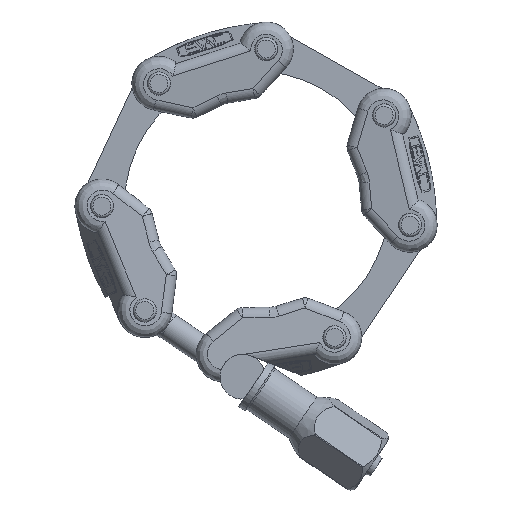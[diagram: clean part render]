
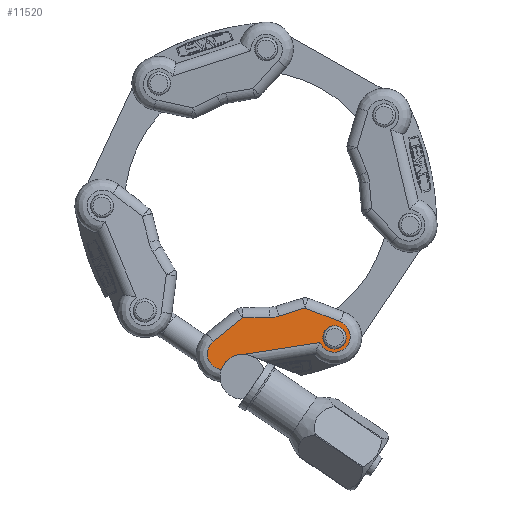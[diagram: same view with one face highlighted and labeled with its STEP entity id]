
A CAD part, left-side view. The second image highlights one B-rep face of the part: STEP entity #11520.
In plain terms, the highlighted face is planar.
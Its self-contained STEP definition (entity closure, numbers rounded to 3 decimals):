
#409=ELLIPSE('',#12303,2.61,2.6);
#410=ELLIPSE('',#12304,5.019,5.);
#411=ELLIPSE('',#12305,7.529,7.5);
#674=B_SPLINE_CURVE_WITH_KNOTS('',3,(#20479,#20480,#20481,#20482,#20483,
#20484,#20485,#20486,#20487,#20488),.UNSPECIFIED.,.F.,.F.,(4,1,1,1,1,1,
1,4),(0.,0.125,0.25,0.375,0.5,0.625,0.75,1.),.UNSPECIFIED.);
#675=B_SPLINE_CURVE_WITH_KNOTS('',3,(#20500,#20501,#20502,#20503,#20504,
#20505,#20506),.UNSPECIFIED.,.F.,.F.,(4,1,1,1,4),(0.,0.25,0.5,0.75,1.),
 .UNSPECIFIED.);
#3192=ORIENTED_EDGE('',*,*,#5446,.F.);
#3193=ORIENTED_EDGE('',*,*,#5447,.T.);
#3194=ORIENTED_EDGE('',*,*,#5436,.F.);
#3195=ORIENTED_EDGE('',*,*,#5448,.F.);
#3196=ORIENTED_EDGE('',*,*,#5449,.F.);
#3197=ORIENTED_EDGE('',*,*,#5450,.F.);
#3198=ORIENTED_EDGE('',*,*,#5451,.F.);
#3199=ORIENTED_EDGE('',*,*,#5452,.F.);
#3200=ORIENTED_EDGE('',*,*,#5453,.F.);
#3201=ORIENTED_EDGE('',*,*,#5454,.F.);
#5436=EDGE_CURVE('',#6758,#6759,#7923,.T.);
#5446=EDGE_CURVE('',#6768,#6768,#409,.T.);
#5447=EDGE_CURVE('',#6769,#6759,#410,.T.);
#5448=EDGE_CURVE('',#6770,#6758,#674,.F.);
#5449=EDGE_CURVE('',#6771,#6770,#7928,.T.);
#5450=EDGE_CURVE('',#6772,#6771,#7929,.T.);
#5451=EDGE_CURVE('',#6773,#6772,#411,.T.);
#5452=EDGE_CURVE('',#6774,#6773,#7930,.T.);
#5453=EDGE_CURVE('',#6775,#6774,#7931,.T.);
#5454=EDGE_CURVE('',#6769,#6775,#675,.F.);
#6758=VERTEX_POINT('',#20450);
#6759=VERTEX_POINT('',#20452);
#6768=VERTEX_POINT('',#20476);
#6769=VERTEX_POINT('',#20478);
#6770=VERTEX_POINT('',#20489);
#6771=VERTEX_POINT('',#20491);
#6772=VERTEX_POINT('',#20493);
#6773=VERTEX_POINT('',#20495);
#6774=VERTEX_POINT('',#20497);
#6775=VERTEX_POINT('',#20499);
#7923=LINE('',#20451,#9002);
#7928=LINE('',#20490,#9007);
#7929=LINE('',#20492,#9008);
#7930=LINE('',#20496,#9009);
#7931=LINE('',#20498,#9010);
#9002=VECTOR('',#14284,1000.);
#9007=VECTOR('',#14305,1000.);
#9008=VECTOR('',#14306,1000.);
#9009=VECTOR('',#14309,1000.);
#9010=VECTOR('',#14310,1000.);
#9772=EDGE_LOOP('',(#3192));
#9773=EDGE_LOOP('',(#3193,#3194,#3195,#3196,#3197,#3198,#3199,#3200,#3201));
#10479=FACE_BOUND('',#9772,.T.);
#10480=FACE_BOUND('',#9773,.T.);
#11000=PLANE('',#12302);
#11520=ADVANCED_FACE('',(#10479,#10480),#11000,.T.);
#12302=AXIS2_PLACEMENT_3D('',#20474,#14299,#14300);
#12303=AXIS2_PLACEMENT_3D('',#20475,#14301,#14302);
#12304=AXIS2_PLACEMENT_3D('',#20477,#14303,#14304);
#12305=AXIS2_PLACEMENT_3D('',#20494,#14307,#14308);
#14284=DIRECTION('',(0.,0.,1.));
#14299=DIRECTION('',(-0.996,-0.087,0.));
#14300=DIRECTION('',(0.,0.,1.));
#14301=DIRECTION('',(-0.996,-0.087,0.));
#14302=DIRECTION('',(0.087,-0.996,0.));
#14303=DIRECTION('',(0.996,0.087,0.));
#14304=DIRECTION('',(-0.087,0.996,0.));
#14305=DIRECTION('',(-0.044,0.5,-0.865));
#14306=DIRECTION('',(0.013,-0.148,-0.989));
#14307=DIRECTION('',(-0.996,-0.087,0.));
#14308=DIRECTION('',(-0.087,0.996,0.));
#14309=DIRECTION('',(-0.013,0.148,-0.989));
#14310=DIRECTION('',(0.044,-0.5,-0.865));
#20450=CARTESIAN_POINT('',(-10.011,1.87,-9.105));
#20451=CARTESIAN_POINT('',(-10.011,1.87,-9.105));
#20452=CARTESIAN_POINT('',(-10.011,1.87,7.846));
#20474=CARTESIAN_POINT('',(-9.096,-8.595,0.));
#20475=CARTESIAN_POINT('',(-9.956,1.235,-12.5));
#20476=CARTESIAN_POINT('',(-9.728,-1.365,-12.5));
#20477=CARTESIAN_POINT('',(-10.437,6.735,9.));
#20478=CARTESIAN_POINT('',(-10.232,4.394,13.418));
#20479=CARTESIAN_POINT('',(-10.011,1.87,-9.105));
#20480=CARTESIAN_POINT('',(-10.06,2.43,-9.246));
#20481=CARTESIAN_POINT('',(-10.151,3.471,-9.806));
#20482=CARTESIAN_POINT('',(-10.237,4.455,-11.288));
#20483=CARTESIAN_POINT('',(-10.252,4.619,-13.058));
#20484=CARTESIAN_POINT('',(-10.191,3.926,-14.696));
#20485=CARTESIAN_POINT('',(-10.07,2.542,-15.81));
#20486=CARTESIAN_POINT('',(-9.866,0.206,-16.252));
#20487=CARTESIAN_POINT('',(-9.722,-1.436,-15.252));
#20488=CARTESIAN_POINT('',(-9.671,-2.014,-14.25));
#20489=CARTESIAN_POINT('',(-9.671,-2.014,-14.25));
#20490=CARTESIAN_POINT('',(-9.304,-6.211,-6.98));
#20491=CARTESIAN_POINT('',(-9.304,-6.211,-6.98));
#20492=CARTESIAN_POINT('',(-9.381,-5.334,-1.109));
#20493=CARTESIAN_POINT('',(-9.381,-5.334,-1.109));
#20494=CARTESIAN_POINT('',(-8.732,-12.751,0.));
#20495=CARTESIAN_POINT('',(-9.381,-5.334,1.109));
#20496=CARTESIAN_POINT('',(-9.304,-6.211,6.98));
#20497=CARTESIAN_POINT('',(-9.304,-6.211,6.98));
#20498=CARTESIAN_POINT('',(-9.671,-2.014,14.25));
#20499=CARTESIAN_POINT('',(-9.671,-2.014,14.25));
#20500=CARTESIAN_POINT('',(-9.671,-2.014,14.25));
#20501=CARTESIAN_POINT('',(-9.702,-1.669,14.848));
#20502=CARTESIAN_POINT('',(-9.793,-0.627,15.822));
#20503=CARTESIAN_POINT('',(-9.978,1.494,16.178));
#20504=CARTESIAN_POINT('',(-10.15,3.455,15.292));
#20505=CARTESIAN_POINT('',(-10.216,4.213,14.086));
#20506=CARTESIAN_POINT('',(-10.232,4.394,13.418));
